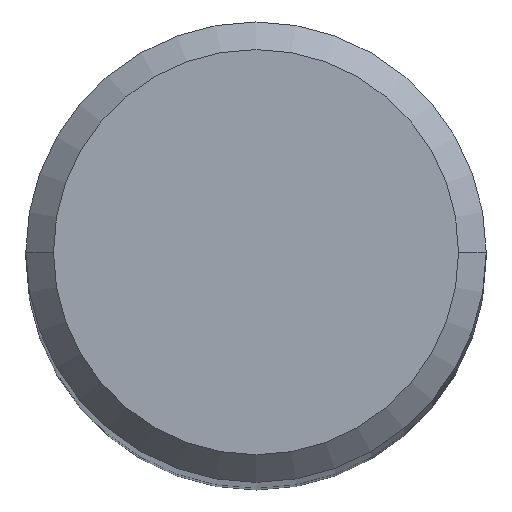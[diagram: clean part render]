
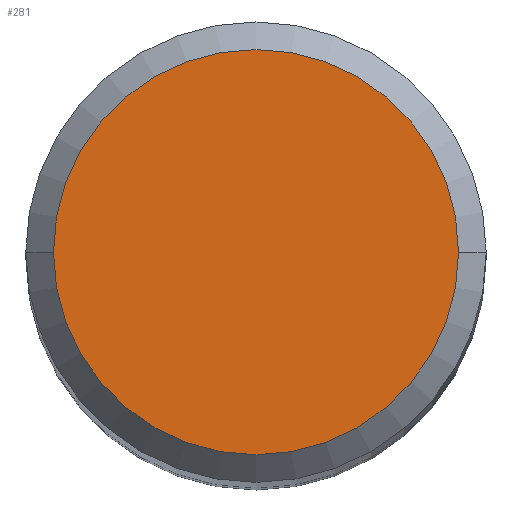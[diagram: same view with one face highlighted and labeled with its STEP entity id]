
A CAD part, top view. The second image highlights one B-rep face of the part: STEP entity #281.
In plain terms, the highlighted planar face has unit normal (0, 0, 1).
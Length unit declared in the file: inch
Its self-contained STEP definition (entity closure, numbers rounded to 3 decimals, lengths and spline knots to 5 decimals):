
#11 = EDGE_LOOP ( 'NONE', ( #182, #309 ) ) ;
#22 = CARTESIAN_POINT ( 'NONE',  ( 0., 0., 2.5 ) ) ;
#29 = EDGE_CURVE ( 'NONE', #185, #180, #308, .T. ) ;
#73 = DIRECTION ( 'NONE',  ( 0., 0., 1. ) ) ;
#75 = DIRECTION ( 'NONE',  ( 1., 0., 0. ) ) ;
#77 = FACE_OUTER_BOUND ( 'NONE', #11, .T. ) ;
#116 = DIRECTION ( 'NONE',  ( 0., 0., 1. ) ) ;
#118 = CARTESIAN_POINT ( 'NONE',  ( 0., 0., 2.5 ) ) ;
#143 = CARTESIAN_POINT ( 'NONE',  ( -0.11, 0., 2.5 ) ) ;
#147 = AXIS2_PLACEMENT_3D ( 'NONE', #118, #73, #75 ) ;
#172 = DIRECTION ( 'NONE',  ( 0., 0., 1. ) ) ;
#178 = CARTESIAN_POINT ( 'NONE',  ( 0., 0., 2.5 ) ) ;
#180 = VERTEX_POINT ( 'NONE', #143 ) ;
#182 = ORIENTED_EDGE ( 'NONE', *, *, #293, .T. ) ;
#184 = DIRECTION ( 'NONE',  ( 1., 0., 0. ) ) ;
#185 = VERTEX_POINT ( 'NONE', #188 ) ;
#188 = CARTESIAN_POINT ( 'NONE',  ( 0.11, 0., 2.5 ) ) ;
#189 = DIRECTION ( 'NONE',  ( 1., 0., 0. ) ) ;
#211 = CIRCLE ( 'NONE', #147, 0.11 ) ;
#227 = AXIS2_PLACEMENT_3D ( 'NONE', #178, #172, #184 ) ;
#237 = PLANE ( 'NONE',  #276 ) ;
#276 = AXIS2_PLACEMENT_3D ( 'NONE', #22, #116, #189 ) ;
#281 = ADVANCED_FACE ( 'NONE', ( #77 ), #237, .T. ) ;
#293 = EDGE_CURVE ( 'NONE', #180, #185, #211, .T. ) ;
#308 = CIRCLE ( 'NONE', #227, 0.11 ) ;
#309 = ORIENTED_EDGE ( 'NONE', *, *, #29, .T. ) ;
